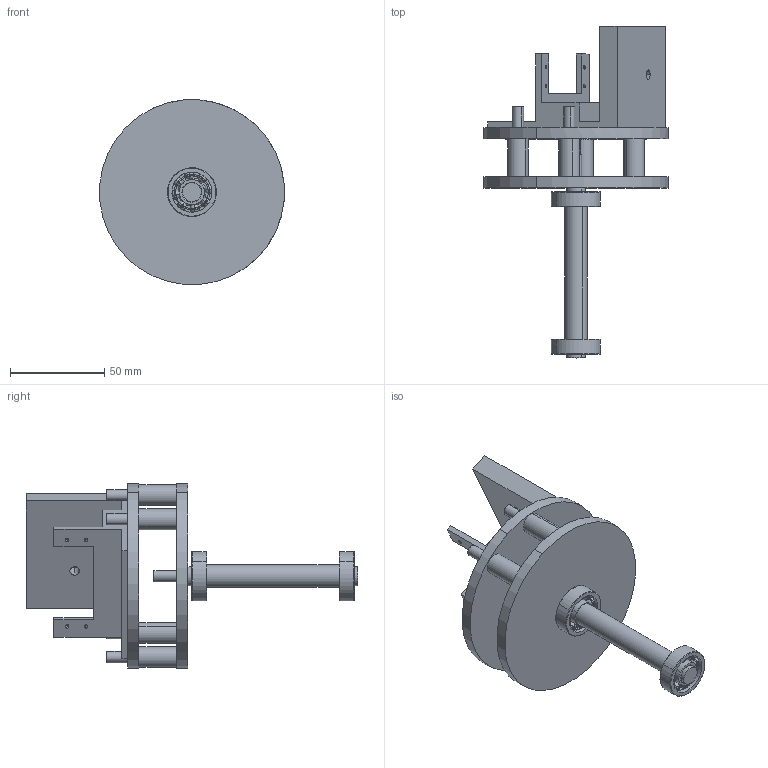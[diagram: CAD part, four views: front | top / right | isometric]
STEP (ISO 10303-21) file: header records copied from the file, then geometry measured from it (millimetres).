
FILE_DESCRIPTION (( 'STEP AP203' ), '1' );
FILE_NAME ('basic_Default_sldprt.STEP', '2018-08-27T18:24:49', ( '' ), ( '' ), 'SwSTEP 2.0', 'SolidWorks 2014', '' );
FILE_SCHEMA (( 'CONFIG_CONTROL_DESIGN' ));
Length unit declared in the file: millimetre
Products named in the file (1): basic_Default_sldprt
Bounding box: 97.69 x 175.7 x 97.82 mm (x, y, z)
Volume: 176950.8 mm3; surface area: 56886 mm2
Topology: 1 solids, 3 shells, 316 faces, 980 edges, 644 vertices
Faces by surface type: sphere 128, cylinder 70, plane 70, torus 48
Entity records: 15447 total; most frequent: CARTESIAN_POINT 6805, ORIENTED_EDGE 1960, DIRECTION 1700, EDGE_CURVE 980, AXIS2_PLACEMENT_3D 787, VERTEX_POINT 644, CIRCLE 470, B_SPLINE_CURVE_WITH_KNOTS 384
